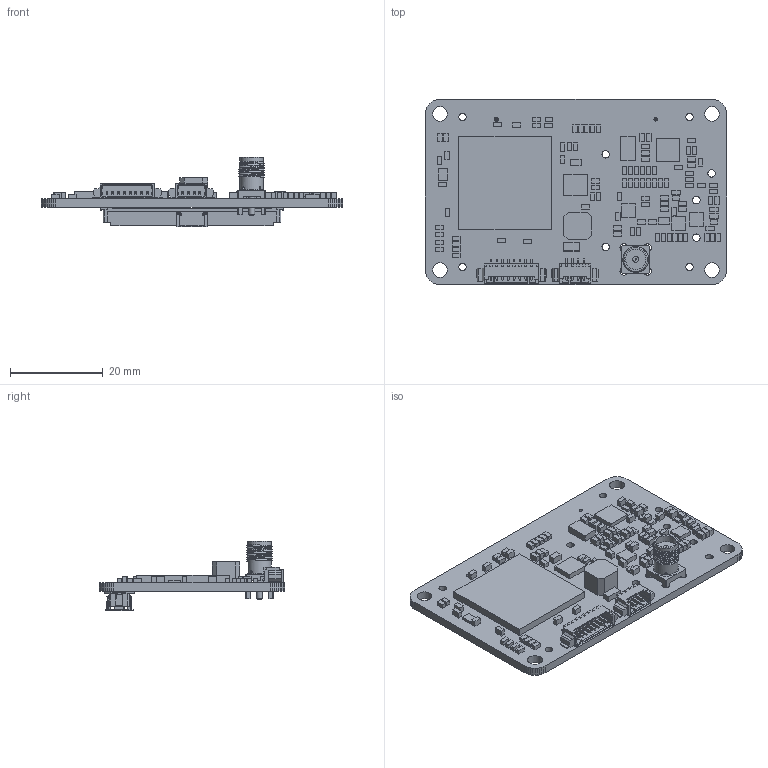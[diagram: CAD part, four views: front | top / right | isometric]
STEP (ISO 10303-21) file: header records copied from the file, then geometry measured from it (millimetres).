
FILE_DESCRIPTION((''),'2;1');
FILE_NAME('ax600.stp','2013-12-03T12:42:59',('karl'),(''),'Autodesk Inventor 2011','Autodesk Inventor 2011','');
FILE_SCHEMA(('AUTOMOTIVE_DESIGN { 1 0 10303 214 1 1 1 1 }'));
Length unit declared in the file: millimetre
Products named in the file (171): ax600; Board; R23; 532577952; Extruded; R22; R21; 532599968; Extruded_1; R20; R19; R18; R17; R16; R15; R14; 532603040; Extruded_2; X1; Molex-528851074; X2; 532621088; Extruded_3; U2; 532620832; Extruded_4; U1; 532616096; Extruded_5; TCXO1; 532592672; Extruded_6; R6; R5; R4; R3; R2; R1; P2; 976107840 ...
Assembly tree (261 placements, depth 4):
  ax600
    Board
    R23
      532577952
        Extruded
    R22
      532577952
        Extruded
    R21
      532599968
        Extruded_1
    R20
      532599968
        Extruded_1
    R19
      532599968
        Extruded_1
    R18
      532599968
        Extruded_1
    R17
      532599968
        Extruded_1
    R16
      532599968
        Extruded_1
    R15
      532599968
        Extruded_1
    R14
      532603040
        Extruded_2
    X1
      Molex-528851074
    X2
      532621088
        Extruded_3
    U2
      532620832
        Extruded_4
    U1
      532616096
        Extruded_5
    TCXO1
      532592672
        Extruded_6
    R6
      532577952
        Extruded
    R5
      532577952
        Extruded
    R4
      532577952
        Extruded
    R3
      532577952
        Extruded
    R2
      532599968
Bounding box: 65.02 x 40.02 x 15.1 mm (x, y, z)
Volume: 6579.8 mm3; surface area: 10428.3 mm2
Topology: 119 solids, 119 shells, 2279 faces, 5929 edges, 3895 vertices
Faces by surface type: plane 2043, cylinder 229, cone 3, bspline 3, torus 1
Full cylindrical faces by diameter (mm): 0.25 x2, 0.5 x8, 0.6 x1, 0.75 x1, 0.8 x1, 0.95 x1, 1.2 x1, 1.27 x2, 1.6 x9, 1.7 x4, 3.2 x4, 4.38 x2, 5.08 x7
Entity records: 63177 total; most frequent: CARTESIAN_POINT 13513, ORIENTED_EDGE 9560, DIRECTION 9475, EDGE_CURVE 4780, VECTOR 4271, LINE 4271, VERTEX_POINT 3158, AXIS2_PLACEMENT_3D 2602
